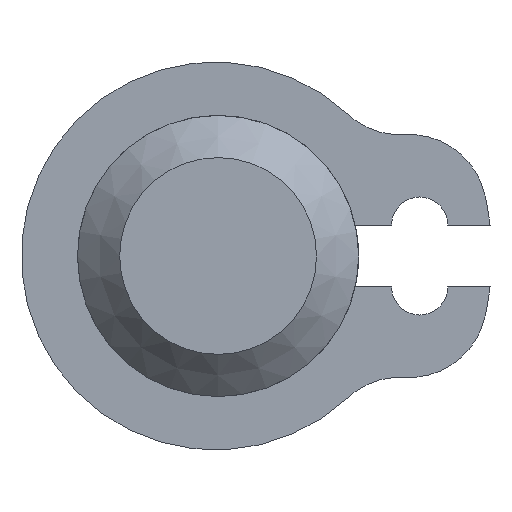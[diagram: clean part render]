
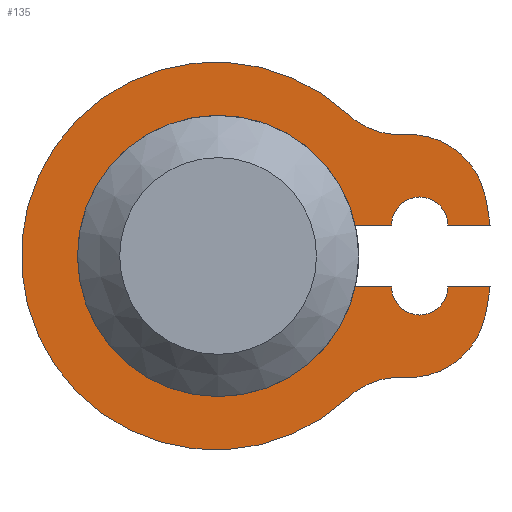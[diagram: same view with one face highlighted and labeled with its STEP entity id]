
A CAD part, left-side view. The second image highlights one B-rep face of the part: STEP entity #135.
In plain terms, the highlighted planar face has unit normal (-1, 0, 0).
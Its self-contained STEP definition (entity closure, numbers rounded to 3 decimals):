
#135 = ADVANCED_FACE( '', ( #276 ), #277, .F. );
#276 = FACE_OUTER_BOUND( '', #417, .T. );
#277 = PLANE( '', #418 );
#417 = EDGE_LOOP( '', ( #723, #724, #725, #726, #727, #728, #729, #730, #731, #732, #733, #734, #735, #736 ) );
#418 = AXIS2_PLACEMENT_3D( '', #737, #738, #739 );
#723 = ORIENTED_EDGE( '', *, *, #918, .F. );
#724 = ORIENTED_EDGE( '', *, *, #914, .T. );
#725 = ORIENTED_EDGE( '', *, *, #863, .F. );
#726 = ORIENTED_EDGE( '', *, *, #951, .T. );
#727 = ORIENTED_EDGE( '', *, *, #936, .F. );
#728 = ORIENTED_EDGE( '', *, *, #899, .F. );
#729 = ORIENTED_EDGE( '', *, *, #929, .F. );
#730 = ORIENTED_EDGE( '', *, *, #956, .T. );
#731 = ORIENTED_EDGE( '', *, *, #957, .F. );
#732 = ORIENTED_EDGE( '', *, *, #835, .T. );
#733 = ORIENTED_EDGE( '', *, *, #911, .F. );
#734 = ORIENTED_EDGE( '', *, *, #958, .F. );
#735 = ORIENTED_EDGE( '', *, *, #945, .F. );
#736 = ORIENTED_EDGE( '', *, *, #926, .T. );
#737 = CARTESIAN_POINT( '', ( -7.2, -3.24, -3.536 ) );
#738 = DIRECTION( '', ( 1., 0., 0. ) );
#739 = DIRECTION( '', ( 0., 0., -1. ) );
#835 = EDGE_CURVE( '', #988, #989, #990, .T. );
#863 = EDGE_CURVE( '', #1036, #1030, #1038, .T. );
#899 = EDGE_CURVE( '', #1096, #1097, #1098, .T. );
#911 = EDGE_CURVE( '', #1114, #989, #1115, .T. );
#914 = EDGE_CURVE( '', #1118, #1030, #1119, .T. );
#918 = EDGE_CURVE( '', #1118, #1123, #1124, .T. );
#926 = EDGE_CURVE( '', #1134, #1123, #1135, .T. );
#929 = EDGE_CURVE( '', #1138, #1096, #1139, .T. );
#936 = EDGE_CURVE( '', #1097, #1146, #1147, .T. );
#945 = EDGE_CURVE( '', #1134, #1158, #1159, .T. );
#951 = EDGE_CURVE( '', #1036, #1146, #1165, .T. );
#956 = EDGE_CURVE( '', #1138, #1170, #1171, .T. );
#957 = EDGE_CURVE( '', #988, #1170, #1172, .T. );
#958 = EDGE_CURVE( '', #1158, #1114, #1173, .T. );
#988 = VERTEX_POINT( '', #1205 );
#989 = VERTEX_POINT( '', #1206 );
#990 = CIRCLE( '', #1207, 1.38 );
#1030 = VERTEX_POINT( '', #1256 );
#1036 = VERTEX_POINT( '', #1265 );
#1038 = LINE( '', #1268, #1269 );
#1096 = VERTEX_POINT( '', #1337 );
#1097 = VERTEX_POINT( '', #1338 );
#1098 = CIRCLE( '', #1339, 4.917 );
#1114 = VERTEX_POINT( '', #1360 );
#1115 = CIRCLE( '', #1361, 1.38 );
#1118 = VERTEX_POINT( '', #1365 );
#1119 = CIRCLE( '', #1366, 2.5 );
#1123 = VERTEX_POINT( '', #1371 );
#1124 = LINE( '', #1372, #1373 );
#1134 = VERTEX_POINT( '', #1385 );
#1135 = CIRCLE( '', #1386, 0.5 );
#1138 = VERTEX_POINT( '', #1390 );
#1139 = CIRCLE( '', #1391, 1.38 );
#1146 = VERTEX_POINT( '', #1402 );
#1147 = LINE( '', #1403, #1404 );
#1158 = VERTEX_POINT( '', #1419 );
#1159 = LINE( '', #1420, #1421 );
#1165 = CIRCLE( '', #1428, 0.5 );
#1170 = VERTEX_POINT( '', #1433 );
#1171 = CIRCLE( '', #1434, 1.38 );
#1172 = CIRCLE( '', #1435, 3.45 );
#1173 = CIRCLE( '', #1436, 4.917 );
#1205 = CARTESIAN_POINT( '', ( -7.2, -2.3, -2.526 ) );
#1206 = CARTESIAN_POINT( '', ( -7.2, -3.32, -2.159 ) );
#1207 = AXIS2_PLACEMENT_3D( '', #1468, #1469, #1470 );
#1256 = CARTESIAN_POINT( '', ( -7.2, -2.439, 0.55 ) );
#1265 = CARTESIAN_POINT( '', ( -7.2, -3.086, 0.55 ) );
#1268 = CARTESIAN_POINT( '', ( -7.2, -3.086, 0.55 ) );
#1269 = VECTOR( '', #1511, 1000. );
#1337 = CARTESIAN_POINT( '', ( -7.2, -4.745, 1.086 ) );
#1338 = CARTESIAN_POINT( '', ( -7.2, -4.836, 0.55 ) );
#1339 = AXIS2_PLACEMENT_3D( '', #1576, #1577, #1578 );
#1360 = CARTESIAN_POINT( '', ( -7.2, -4.745, -1.086 ) );
#1361 = AXIS2_PLACEMENT_3D( '', #1590, #1591, #1592 );
#1365 = CARTESIAN_POINT( '', ( -7.2, -2.439, -0.55 ) );
#1366 = AXIS2_PLACEMENT_3D( '', #1594, #1595, #1596 );
#1371 = CARTESIAN_POINT( '', ( -7.2, -3.086, -0.55 ) );
#1372 = CARTESIAN_POINT( '', ( -7.2, -1.661, -0.55 ) );
#1373 = VECTOR( '', #1601, 1000. );
#1385 = CARTESIAN_POINT( '', ( -7.2, -4.086, -0.55 ) );
#1386 = AXIS2_PLACEMENT_3D( '', #1610, #1611, #1612 );
#1390 = CARTESIAN_POINT( '', ( -7.2, -3.32, 2.159 ) );
#1391 = AXIS2_PLACEMENT_3D( '', #1614, #1615, #1616 );
#1402 = CARTESIAN_POINT( '', ( -7.2, -4.086, 0.55 ) );
#1403 = CARTESIAN_POINT( '', ( -7.2, -4.836, 0.55 ) );
#1404 = VECTOR( '', #1621, 1000. );
#1419 = CARTESIAN_POINT( '', ( -7.2, -4.836, -0.55 ) );
#1420 = CARTESIAN_POINT( '', ( -7.2, -4.086, -0.55 ) );
#1421 = VECTOR( '', #1629, 1000. );
#1428 = AXIS2_PLACEMENT_3D( '', #1637, #1638, #1639 );
#1433 = CARTESIAN_POINT( '', ( -7.2, -2.3, 2.526 ) );
#1434 = AXIS2_PLACEMENT_3D( '', #1646, #1647, #1648 );
#1435 = AXIS2_PLACEMENT_3D( '', #1649, #1650, #1651 );
#1436 = AXIS2_PLACEMENT_3D( '', #1652, #1653, #1654 );
#1468 = CARTESIAN_POINT( '', ( -7.2, -3.24, -3.536 ) );
#1469 = DIRECTION( '', ( 1., 0., 0. ) );
#1470 = DIRECTION( '', ( 0., 0., -1. ) );
#1511 = DIRECTION( '', ( 0., 1., 0. ) );
#1576 = CARTESIAN_POINT( '', ( -7.2, 0.05, 0. ) );
#1577 = DIRECTION( '', ( 1., 0., 0. ) );
#1578 = DIRECTION( '', ( 0., 0., -1. ) );
#1590 = CARTESIAN_POINT( '', ( -7.2, -3.4, -0.782 ) );
#1591 = DIRECTION( '', ( 1., 0., 0. ) );
#1592 = DIRECTION( '', ( 0., 0., -1. ) );
#1594 = CARTESIAN_POINT( '', ( -7.2, 0., 0. ) );
#1595 = DIRECTION( '', ( 1., 0., 0. ) );
#1596 = DIRECTION( '', ( 0., 0., -1. ) );
#1601 = DIRECTION( '', ( 0., -1., 0. ) );
#1610 = CARTESIAN_POINT( '', ( -7.2, -3.586, -0.55 ) );
#1611 = DIRECTION( '', ( 1., 0., 0. ) );
#1612 = DIRECTION( '', ( 0., 0., -1. ) );
#1614 = CARTESIAN_POINT( '', ( -7.2, -3.4, 0.782 ) );
#1615 = DIRECTION( '', ( 1., 0., 0. ) );
#1616 = DIRECTION( '', ( 0., 0., -1. ) );
#1621 = DIRECTION( '', ( 0., 1., 0. ) );
#1629 = DIRECTION( '', ( 0., -1., 0. ) );
#1637 = CARTESIAN_POINT( '', ( -7.2, -3.586, 0.55 ) );
#1638 = DIRECTION( '', ( 1., 0., 0. ) );
#1639 = DIRECTION( '', ( 0., 0., -1. ) );
#1646 = CARTESIAN_POINT( '', ( -7.2, -3.24, 3.536 ) );
#1647 = DIRECTION( '', ( 1., 0., 0. ) );
#1648 = DIRECTION( '', ( 0., 0., -1. ) );
#1649 = CARTESIAN_POINT( '', ( -7.2, 0.05, 0. ) );
#1650 = DIRECTION( '', ( 1., 0., 0. ) );
#1651 = DIRECTION( '', ( 0., 0., -1. ) );
#1652 = CARTESIAN_POINT( '', ( -7.2, 0.05, 0. ) );
#1653 = DIRECTION( '', ( 1., 0., 0. ) );
#1654 = DIRECTION( '', ( 0., 0., -1. ) );
